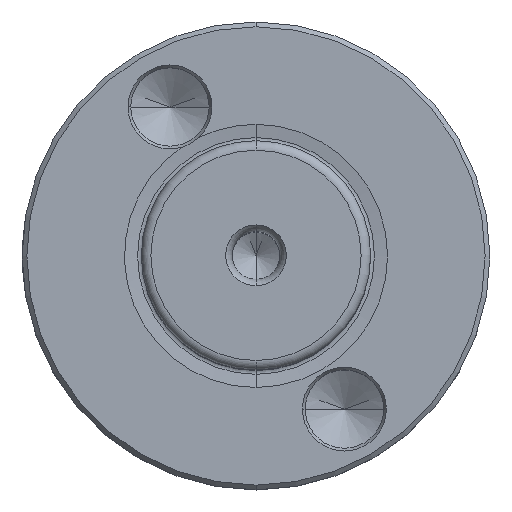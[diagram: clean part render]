
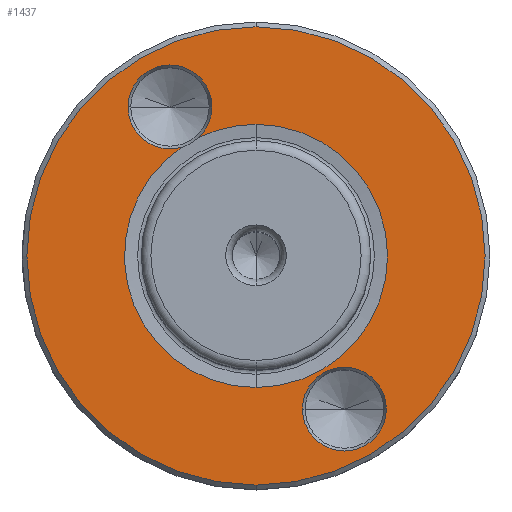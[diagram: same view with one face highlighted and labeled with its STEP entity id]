
A CAD part, top view. The second image highlights one B-rep face of the part: STEP entity #1437.
In plain terms, the highlighted face is planar.
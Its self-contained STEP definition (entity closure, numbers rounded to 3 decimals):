
#352=CARTESIAN_POINT('',(0.,0.,0.));
#353=DIRECTION('',(0.,0.,1.));
#354=DIRECTION('',(0.,-1.,0.));
#355=AXIS2_PLACEMENT_3D('',#352,#353,#354);
#374=CARTESIAN_POINT('',(0.,0.,0.));
#375=DIRECTION('',(0.,0.,1.));
#376=DIRECTION('',(0.,1.,0.));
#377=AXIS2_PLACEMENT_3D('',#374,#375,#376);
#382=CARTESIAN_POINT('',(9.,15.588,0.));
#383=DIRECTION('',(0.,0.,1.));
#384=DIRECTION('',(-1.,0.,0.));
#385=AXIS2_PLACEMENT_3D('',#382,#383,#384);
#390=CARTESIAN_POINT('',(9.,15.588,0.));
#391=DIRECTION('',(0.,0.,1.));
#392=DIRECTION('',(1.,0.,0.));
#393=AXIS2_PLACEMENT_3D('',#390,#391,#392);
#398=CARTESIAN_POINT('',(9.,15.588,0.));
#399=DIRECTION('',(0.,0.,1.));
#400=DIRECTION('',(-0.288,-0.958,0.));
#401=AXIS2_PLACEMENT_3D('',#398,#399,#400);
#406=CARTESIAN_POINT('',(0.,0.,0.));
#407=DIRECTION('',(0.,0.,-1.));
#408=DIRECTION('',(0.562,0.827,0.));
#409=AXIS2_PLACEMENT_3D('',#406,#407,#408);
#414=CARTESIAN_POINT('',(0.,0.,0.));
#415=DIRECTION('',(0.,0.,-1.));
#416=DIRECTION('',(0.,-1.,0.));
#417=AXIS2_PLACEMENT_3D('',#414,#415,#416);
#422=CARTESIAN_POINT('',(0.,0.,0.));
#423=DIRECTION('',(0.,0.,-1.));
#424=DIRECTION('',(0.,1.,0.));
#425=AXIS2_PLACEMENT_3D('',#422,#423,#424);
#430=CARTESIAN_POINT('',(-9.25,-16.021,0.));
#431=DIRECTION('',(0.,0.,1.));
#432=DIRECTION('',(-1.,0.,0.));
#433=AXIS2_PLACEMENT_3D('',#430,#431,#432);
#438=CARTESIAN_POINT('',(-9.25,-16.021,0.));
#439=DIRECTION('',(0.,0.,1.));
#440=DIRECTION('',(1.,0.,0.));
#441=AXIS2_PLACEMENT_3D('',#438,#439,#440);
#1003=CARTESIAN_POINT('',(0.,23.975,0.));
#1005=VERTEX_POINT('',#1003);
#1014=CARTESIAN_POINT('',(0.,-23.975,0.));
#1016=VERTEX_POINT('',#1014);
#1036=CARTESIAN_POINT('',(0.,13.765,0.));
#1037=VERTEX_POINT('',#1036);
#1040=CARTESIAN_POINT('',(0.,-13.765,0.));
#1041=VERTEX_POINT('',#1040);
#1066=CARTESIAN_POINT('',(4.611,15.588,0.));
#1067=VERTEX_POINT('',#1066);
#1068=CARTESIAN_POINT('',(13.389,15.588,0.));
#1069=VERTEX_POINT('',#1068);
#1080=CARTESIAN_POINT('',(-13.639,-16.021,0.));
#1081=VERTEX_POINT('',#1080);
#1082=CARTESIAN_POINT('',(-4.861,-16.021,0.));
#1083=VERTEX_POINT('',#1082);
#1090=CARTESIAN_POINT('',(5.993,12.392,0.));
#1091=VERTEX_POINT('',#1090);
#1092=CARTESIAN_POINT('',(7.735,11.386,0.));
#1093=VERTEX_POINT('',#1092);
#1408=CARTESIAN_POINT('',(0.,0.,0.));
#1409=DIRECTION('',(0.,0.,-1.));
#1410=DIRECTION('',(0.,-1.,0.));
#1411=AXIS2_PLACEMENT_3D('',#1408,#1409,#1410);
#1412=PLANE('',#1411);
#1413=ORIENTED_EDGE('',*,*,#1403,.T.);
#1414=ORIENTED_EDGE('',*,*,#1387,.T.);
#1415=EDGE_LOOP('',(#1413,#1414));
#1416=FACE_OUTER_BOUND('',#1415,.F.);
#1418=ORIENTED_EDGE('',*,*,#1417,.F.);
#1420=ORIENTED_EDGE('',*,*,#1419,.F.);
#1422=ORIENTED_EDGE('',*,*,#1421,.F.);
#1424=ORIENTED_EDGE('',*,*,#1423,.T.);
#1426=ORIENTED_EDGE('',*,*,#1425,.T.);
#1428=ORIENTED_EDGE('',*,*,#1427,.T.);
#1429=EDGE_LOOP('',(#1418,#1420,#1422,#1424,#1426,#1428));
#1430=FACE_BOUND('',#1429,.F.);
#1432=ORIENTED_EDGE('',*,*,#1431,.F.);
#1434=ORIENTED_EDGE('',*,*,#1433,.F.);
#1435=EDGE_LOOP('',(#1432,#1434));
#1436=FACE_BOUND('',#1435,.F.);
#356=CIRCLE('',#355,23.975);
#378=CIRCLE('',#377,23.975);
#386=CIRCLE('',#385,4.389);
#394=CIRCLE('',#393,4.389);
#402=CIRCLE('',#401,4.389);
#410=CIRCLE('',#409,13.765);
#418=CIRCLE('',#417,13.765);
#426=CIRCLE('',#425,13.765);
#434=CIRCLE('',#433,4.389);
#442=CIRCLE('',#441,4.389);
#1387=EDGE_CURVE('',#1016,#1005,#356,.T.);
#1403=EDGE_CURVE('',#1005,#1016,#378,.T.);
#1417=EDGE_CURVE('',#1067,#1091,#386,.T.);
#1419=EDGE_CURVE('',#1069,#1067,#394,.T.);
#1421=EDGE_CURVE('',#1093,#1069,#402,.T.);
#1423=EDGE_CURVE('',#1093,#1041,#410,.T.);
#1425=EDGE_CURVE('',#1041,#1037,#418,.T.);
#1427=EDGE_CURVE('',#1037,#1091,#426,.T.);
#1431=EDGE_CURVE('',#1081,#1083,#434,.T.);
#1433=EDGE_CURVE('',#1083,#1081,#442,.T.);
#1437=ADVANCED_FACE('',(#1416,#1430,#1436),#1412,.T.);
